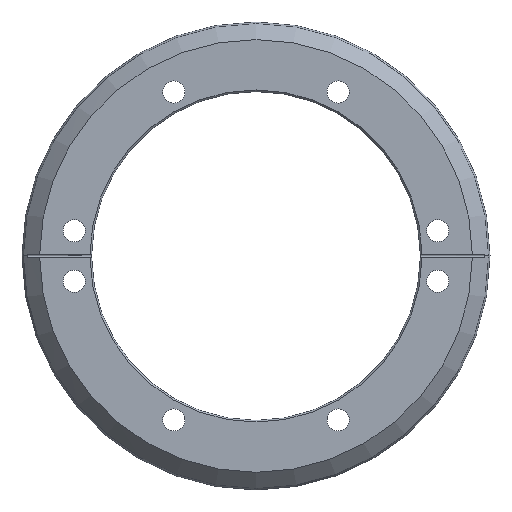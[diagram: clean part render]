
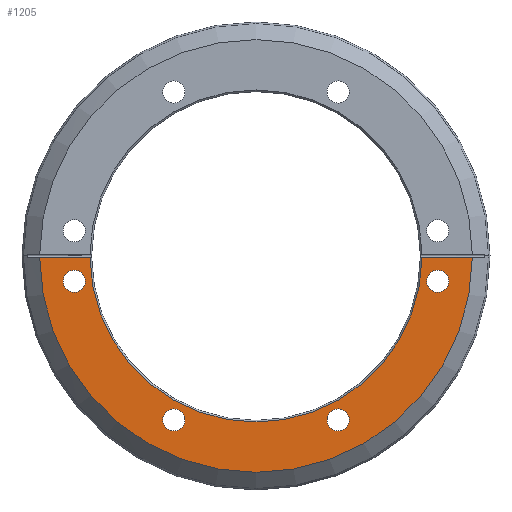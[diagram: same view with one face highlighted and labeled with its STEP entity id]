
A CAD part, top view. The second image highlights one B-rep face of the part: STEP entity #1205.
In plain terms, the highlighted planar face has unit normal (0, 0, 1).
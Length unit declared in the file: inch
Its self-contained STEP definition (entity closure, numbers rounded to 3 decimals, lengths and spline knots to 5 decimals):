
#6 = ORIENTED_EDGE ( 'NONE', *, *, #964, .T. ) ;
#41 = FACE_BOUND ( 'NONE', #1451, .T. ) ;
#49 = CARTESIAN_POINT ( 'NONE',  ( 0., -0.03125, 0. ) ) ;
#50 = CARTESIAN_POINT ( 'NONE',  ( 3.2811, -0.03125, 0. ) ) ;
#79 = AXIS2_PLACEMENT_3D ( 'NONE', #450, #80, #546 ) ;
#80 = DIRECTION ( 'NONE',  ( 0., 0., -1. ) ) ;
#81 = CIRCLE ( 'NONE', #972, 0.219 ) ;
#93 = VERTEX_POINT ( 'NONE', #769 ) ;
#130 = VERTEX_POINT ( 'NONE', #1020 ) ;
#143 = DIRECTION ( 'NONE',  ( 1., 0., 0. ) ) ;
#180 = VERTEX_POINT ( 'NONE', #1182 ) ;
#208 = DIRECTION ( 'NONE',  ( 1., 0., 0. ) ) ;
#220 = AXIS2_PLACEMENT_3D ( 'NONE', #967, #1328, #1190 ) ;
#244 = AXIS2_PLACEMENT_3D ( 'NONE', #931, #1246, #1263 ) ;
#245 = EDGE_CURVE ( 'NONE', #1296, #1536, #407, .T. ) ;
#257 = DIRECTION ( 'NONE',  ( 1., 0., 0. ) ) ;
#293 = DIRECTION ( 'NONE',  ( -1., 0., 0. ) ) ;
#298 = VECTOR ( 'NONE', #293, 39.37008 ) ;
#300 = VERTEX_POINT ( 'NONE', #446 ) ;
#314 = FACE_BOUND ( 'NONE', #1492, .T. ) ;
#371 = ORIENTED_EDGE ( 'NONE', *, *, #1374, .T. ) ;
#376 = ORIENTED_EDGE ( 'NONE', *, *, #451, .T. ) ;
#377 = AXIS2_PLACEMENT_3D ( 'NONE', #689, #1143, #1270 ) ;
#384 = AXIS2_PLACEMENT_3D ( 'NONE', #811, #1291, #1023 ) ;
#387 = CARTESIAN_POINT ( 'NONE',  ( -1.62482, -3.24046, 0. ) ) ;
#396 = EDGE_CURVE ( 'NONE', #180, #130, #512, .T. ) ;
#407 = CIRCLE ( 'NONE', #761, 3.28125 ) ;
#420 = VERTEX_POINT ( 'NONE', #638 ) ;
#446 = CARTESIAN_POINT ( 'NONE',  ( -4.2763, -0.03125, 0. ) ) ;
#450 = CARTESIAN_POINT ( 'NONE',  ( -1.62482, -3.24046, 0. ) ) ;
#451 = EDGE_CURVE ( 'NONE', #1296, #300, #1502, .T. ) ;
#485 = DIRECTION ( 'NONE',  ( 0., 0., -1. ) ) ;
#512 = CIRCLE ( 'NONE', #1568, 0.219 ) ;
#520 = EDGE_CURVE ( 'NONE', #420, #1298, #1393, .T. ) ;
#521 = VERTEX_POINT ( 'NONE', #1157 ) ;
#529 = EDGE_CURVE ( 'NONE', #93, #1000, #941, .T. ) ;
#538 = PLANE ( 'NONE',  #377 ) ;
#546 = DIRECTION ( 'NONE',  ( 1., 0., 0. ) ) ;
#563 = AXIS2_PLACEMENT_3D ( 'NONE', #950, #932, #1080 ) ;
#573 = DIRECTION ( 'NONE',  ( 1., 0., 0. ) ) ;
#589 = AXIS2_PLACEMENT_3D ( 'NONE', #713, #485, #208 ) ;
#638 = CARTESIAN_POINT ( 'NONE',  ( -1.40582, -3.24046, 0. ) ) ;
#647 = DIRECTION ( 'NONE',  ( -1., 0., 0. ) ) ;
#654 = CARTESIAN_POINT ( 'NONE',  ( 1.84382, -3.24046, 0. ) ) ;
#662 = FACE_OUTER_BOUND ( 'NONE', #711, .T. ) ;
#668 = DIRECTION ( 'NONE',  ( 1., 0., 0. ) ) ;
#679 = EDGE_CURVE ( 'NONE', #1000, #93, #1572, .T. ) ;
#684 = ORIENTED_EDGE ( 'NONE', *, *, #679, .T. ) ;
#689 = CARTESIAN_POINT ( 'NONE',  ( 0., 3.25, 0. ) ) ;
#708 = EDGE_CURVE ( 'NONE', #130, #180, #81, .T. ) ;
#711 = EDGE_LOOP ( 'NONE', ( #1044, #6, #1508, #376 ) ) ;
#713 = CARTESIAN_POINT ( 'NONE',  ( 1.62482, -3.24046, 0. ) ) ;
#729 = CARTESIAN_POINT ( 'NONE',  ( -1.84382, -3.24046, 0. ) ) ;
#734 = CARTESIAN_POINT ( 'NONE',  ( 0., -0.03125, 0. ) ) ;
#736 = CIRCLE ( 'NONE', #589, 0.219 ) ;
#752 = ORIENTED_EDGE ( 'NONE', *, *, #1011, .T. ) ;
#761 = AXIS2_PLACEMENT_3D ( 'NONE', #1063, #1549, #573 ) ;
#769 = CARTESIAN_POINT ( 'NONE',  ( 3.80935, -0.5, 0. ) ) ;
#771 = ORIENTED_EDGE ( 'NONE', *, *, #708, .T. ) ;
#811 = CARTESIAN_POINT ( 'NONE',  ( 3.59035, -0.5, 0. ) ) ;
#829 = CARTESIAN_POINT ( 'NONE',  ( -3.2811, -0.03125, 0. ) ) ;
#839 = CIRCLE ( 'NONE', #220, 0.219 ) ;
#882 = DIRECTION ( 'NONE',  ( 0., 0., -1. ) ) ;
#894 = EDGE_LOOP ( 'NONE', ( #771, #1551 ) ) ;
#921 = ORIENTED_EDGE ( 'NONE', *, *, #529, .T. ) ;
#931 = CARTESIAN_POINT ( 'NONE',  ( 3.59035, -0.5, 0. ) ) ;
#932 = DIRECTION ( 'NONE',  ( 0., 0., 1. ) ) ;
#941 = CIRCLE ( 'NONE', #244, 0.219 ) ;
#944 = VECTOR ( 'NONE', #647, 39.37008 ) ;
#950 = CARTESIAN_POINT ( 'NONE',  ( 0., 0., 0. ) ) ;
#964 = EDGE_CURVE ( 'NONE', #1251, #1536, #1302, .T. ) ;
#967 = CARTESIAN_POINT ( 'NONE',  ( 1.62482, -3.24046, 0. ) ) ;
#969 = ORIENTED_EDGE ( 'NONE', *, *, #1346, .T. ) ;
#972 = AXIS2_PLACEMENT_3D ( 'NONE', #1499, #1506, #668 ) ;
#1000 = VERTEX_POINT ( 'NONE', #1349 ) ;
#1011 = EDGE_CURVE ( 'NONE', #1298, #420, #1341, .T. ) ;
#1020 = CARTESIAN_POINT ( 'NONE',  ( -3.37135, -0.5, 0. ) ) ;
#1023 = DIRECTION ( 'NONE',  ( 1., 0., 0. ) ) ;
#1033 = ORIENTED_EDGE ( 'NONE', *, *, #520, .T. ) ;
#1044 = ORIENTED_EDGE ( 'NONE', *, *, #1272, .T. ) ;
#1063 = CARTESIAN_POINT ( 'NONE',  ( 0., 0., 0. ) ) ;
#1080 = DIRECTION ( 'NONE',  ( 1., 0., 0. ) ) ;
#1143 = DIRECTION ( 'NONE',  ( 0., 0., -1. ) ) ;
#1157 = CARTESIAN_POINT ( 'NONE',  ( 1.40582, -3.24046, 0. ) ) ;
#1182 = CARTESIAN_POINT ( 'NONE',  ( -3.80935, -0.5, 0. ) ) ;
#1190 = DIRECTION ( 'NONE',  ( 1., 0., 0. ) ) ;
#1204 = VERTEX_POINT ( 'NONE', #654 ) ;
#1205 = ADVANCED_FACE ( 'NONE', ( #41, #1407, #314, #1285, #662 ), #538, .F. ) ;
#1246 = DIRECTION ( 'NONE',  ( 0., 0., -1. ) ) ;
#1251 = VERTEX_POINT ( 'NONE', #1278 ) ;
#1263 = DIRECTION ( 'NONE',  ( 1., 0., 0. ) ) ;
#1270 = DIRECTION ( 'NONE',  ( 0., 1., 0. ) ) ;
#1272 = EDGE_CURVE ( 'NONE', #300, #1251, #1388, .T. ) ;
#1278 = CARTESIAN_POINT ( 'NONE',  ( 4.2763, -0.03125, 0. ) ) ;
#1285 = FACE_BOUND ( 'NONE', #1562, .T. ) ;
#1291 = DIRECTION ( 'NONE',  ( 0., 0., -1. ) ) ;
#1296 = VERTEX_POINT ( 'NONE', #829 ) ;
#1298 = VERTEX_POINT ( 'NONE', #729 ) ;
#1302 = LINE ( 'NONE', #734, #944 ) ;
#1328 = DIRECTION ( 'NONE',  ( 0., 0., -1. ) ) ;
#1341 = CIRCLE ( 'NONE', #1391, 0.219 ) ;
#1346 = EDGE_CURVE ( 'NONE', #521, #1204, #736, .T. ) ;
#1349 = CARTESIAN_POINT ( 'NONE',  ( 3.37135, -0.5, 0. ) ) ;
#1360 = DIRECTION ( 'NONE',  ( 0., 0., -1. ) ) ;
#1374 = EDGE_CURVE ( 'NONE', #1204, #521, #839, .T. ) ;
#1388 = CIRCLE ( 'NONE', #563, 4.27642 ) ;
#1391 = AXIS2_PLACEMENT_3D ( 'NONE', #387, #882, #257 ) ;
#1393 = CIRCLE ( 'NONE', #79, 0.219 ) ;
#1407 = FACE_BOUND ( 'NONE', #894, .T. ) ;
#1451 = EDGE_LOOP ( 'NONE', ( #921, #684 ) ) ;
#1462 = CARTESIAN_POINT ( 'NONE',  ( -3.59035, -0.5, 0. ) ) ;
#1492 = EDGE_LOOP ( 'NONE', ( #1033, #752 ) ) ;
#1499 = CARTESIAN_POINT ( 'NONE',  ( -3.59035, -0.5, 0. ) ) ;
#1502 = LINE ( 'NONE', #49, #298 ) ;
#1506 = DIRECTION ( 'NONE',  ( 0., 0., -1. ) ) ;
#1508 = ORIENTED_EDGE ( 'NONE', *, *, #245, .F. ) ;
#1536 = VERTEX_POINT ( 'NONE', #50 ) ;
#1549 = DIRECTION ( 'NONE',  ( 0., 0., 1. ) ) ;
#1551 = ORIENTED_EDGE ( 'NONE', *, *, #396, .T. ) ;
#1562 = EDGE_LOOP ( 'NONE', ( #371, #969 ) ) ;
#1568 = AXIS2_PLACEMENT_3D ( 'NONE', #1462, #1360, #143 ) ;
#1572 = CIRCLE ( 'NONE', #384, 0.219 ) ;
